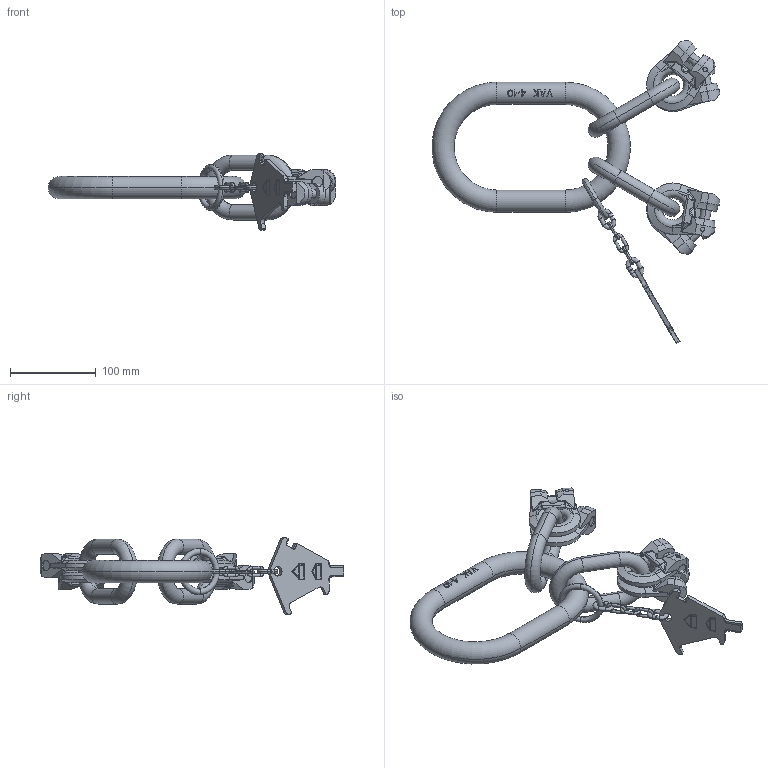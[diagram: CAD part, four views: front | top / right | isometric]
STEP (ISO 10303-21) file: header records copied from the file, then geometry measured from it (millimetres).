
FILE_DESCRIPTION((''),'2;1');
FILE_NAME('3VAK4-10_ASM','2005-01-18T',('jakubetz'),(''),'PRO/ENGINEER BY PARAMETRIC TECHNOLOGY CORPORATION, 2001400','PRO/ENGINEER BY PARAMETRIC TECHNOLOGY CORPORATION, 2001400','');
FILE_SCHEMA(('CONFIG_CONTROL_DESIGN'));
Length unit declared in the file: millimetre
Products named in the file (2): _3VAK4-10; 3VAK4-10_ASM
Assembly tree (1 placements, depth 2):
  3VAK4-10_ASM
    _3VAK4-10
Bounding box: 336.47 x 355.15 x 89.55 mm (x, y, z)
Volume: 665505.3 mm3; surface area: 142615.3 mm2
Topology: 14 solids, 14 shells, 724 faces, 1810 edges, 1118 vertices
Faces by surface type: plane 358, cylinder 242, torus 52, bspline 48, sphere 16, cone 8
Entity records: 23370 total; most frequent: CARTESIAN_POINT 6639, ORIENTED_EDGE 3620, DIRECTION 3237, EDGE_CURVE 1810, VERTEX_POINT 1118, AXIS2_PLACEMENT_3D 1113, VECTOR 1011, LINE 1011
